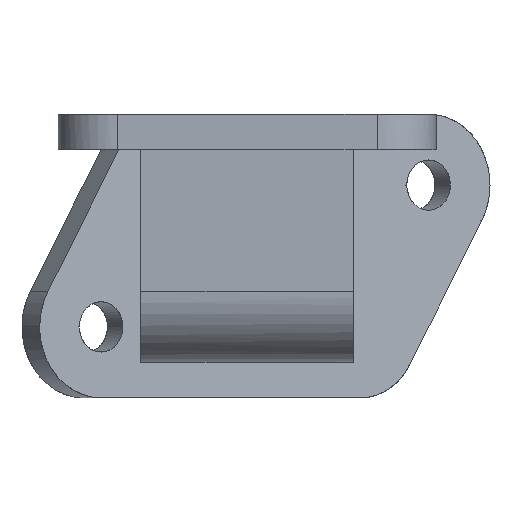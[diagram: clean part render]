
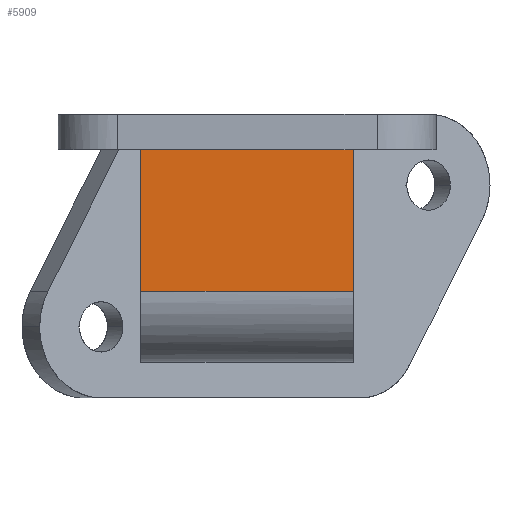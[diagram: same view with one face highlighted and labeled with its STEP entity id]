
A CAD part, left-side view. The second image highlights one B-rep face of the part: STEP entity #5909.
In plain terms, the highlighted free-form (B-spline) face has degree [1, 1] with [2, 2] control points.
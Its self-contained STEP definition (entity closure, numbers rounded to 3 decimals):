
#5909 = ADVANCED_FACE('',(#5910),#5940,.T.);
#5910 = FACE_BOUND('',#5911,.T.);
#5911 = EDGE_LOOP('',(#5912,#5921,#5928,#5935));
#5912 = ORIENTED_EDGE('',*,*,#5913,.T.);
#5913 = EDGE_CURVE('',#5914,#5916,#5918,.T.);
#5914 = VERTEX_POINT('',#5915);
#5915 = CARTESIAN_POINT('',(-21.778,21.778,0.));
#5916 = VERTEX_POINT('',#5917);
#5917 = CARTESIAN_POINT('',(-21.778,21.778,
    -29.037));
#5918 = B_SPLINE_CURVE_WITH_KNOTS('',1,(#5919,#5920),.UNSPECIFIED.,.F.,
  .F.,(2,2),(0.,24.),.PIECEWISE_BEZIER_KNOTS.);
#5919 = CARTESIAN_POINT('',(-21.778,21.778,0.));
#5920 = CARTESIAN_POINT('',(-21.778,21.778,
    -29.037));
#5921 = ORIENTED_EDGE('',*,*,#5922,.T.);
#5922 = EDGE_CURVE('',#5916,#5923,#5925,.T.);
#5923 = VERTEX_POINT('',#5924);
#5924 = CARTESIAN_POINT('',(-21.778,-21.778,
    -29.037));
#5925 = B_SPLINE_CURVE_WITH_KNOTS('',1,(#5926,#5927),.UNSPECIFIED.,.F.,
  .F.,(2,2),(0.,36.),.PIECEWISE_BEZIER_KNOTS.);
#5926 = CARTESIAN_POINT('',(-21.778,21.778,
    -29.037));
#5927 = CARTESIAN_POINT('',(-21.778,-21.778,
    -29.037));
#5928 = ORIENTED_EDGE('',*,*,#5929,.T.);
#5929 = EDGE_CURVE('',#5923,#5930,#5932,.T.);
#5930 = VERTEX_POINT('',#5931);
#5931 = CARTESIAN_POINT('',(-21.778,-21.778,0.));
#5932 = B_SPLINE_CURVE_WITH_KNOTS('',1,(#5933,#5934),.UNSPECIFIED.,.F.,
  .F.,(2,2),(0.,24.),.PIECEWISE_BEZIER_KNOTS.);
#5933 = CARTESIAN_POINT('',(-21.778,-21.778,
    -29.037));
#5934 = CARTESIAN_POINT('',(-21.778,-21.778,0.));
#5935 = ORIENTED_EDGE('',*,*,#5936,.T.);
#5936 = EDGE_CURVE('',#5930,#5914,#5937,.T.);
#5937 = B_SPLINE_CURVE_WITH_KNOTS('',1,(#5938,#5939),.UNSPECIFIED.,.F.,
  .F.,(2,2),(0.,36.),.PIECEWISE_BEZIER_KNOTS.);
#5938 = CARTESIAN_POINT('',(-21.778,-21.778,0.));
#5939 = CARTESIAN_POINT('',(-21.778,21.778,0.));
#5940 = B_SPLINE_SURFACE_WITH_KNOTS('',1,1,(
    (#5941,#5942)
    ,(#5943,#5944
    )),.UNSPECIFIED.,.F.,.F.,.F.,(2,2),(2,2),(0.,1.),(0.,1.),
  .PIECEWISE_BEZIER_KNOTS.);
#5941 = CARTESIAN_POINT('',(-21.778,-21.778,
    -29.037));
#5942 = CARTESIAN_POINT('',(-21.778,21.778,
    -29.037));
#5943 = CARTESIAN_POINT('',(-21.778,-21.778,0.));
#5944 = CARTESIAN_POINT('',(-21.778,21.778,0.));
